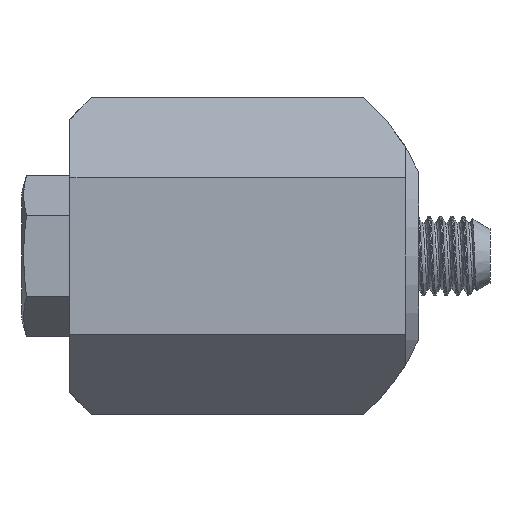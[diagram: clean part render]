
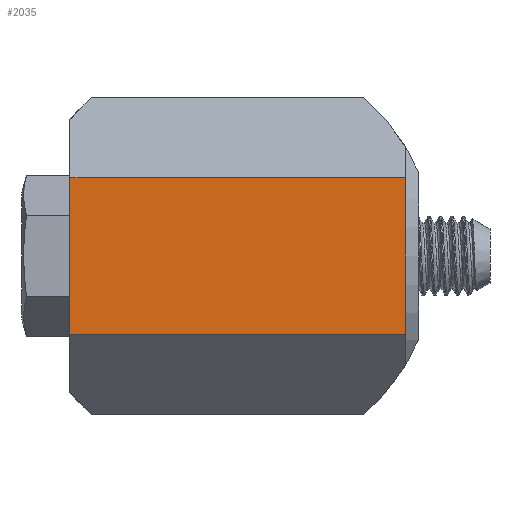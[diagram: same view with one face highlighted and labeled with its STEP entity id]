
A CAD part, left-side view. The second image highlights one B-rep face of the part: STEP entity #2035.
In plain terms, the highlighted planar face has unit normal (-1, 0, 0).
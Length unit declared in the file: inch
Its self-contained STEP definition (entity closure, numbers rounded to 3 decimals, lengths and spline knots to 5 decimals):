
#330=FACE_OUTER_BOUND('',#479,.T.);
#479=EDGE_LOOP('',(#1602,#1603,#1604,#1605));
#537=LINE('',#2715,#665);
#636=LINE('',#7730,#764);
#637=LINE('',#7731,#765);
#638=LINE('',#7732,#766);
#665=VECTOR('',#2292,0.3937);
#764=VECTOR('',#2553,0.3937);
#765=VECTOR('',#2554,0.3937);
#766=VECTOR('',#2555,0.3937);
#806=VERTEX_POINT('',#2712);
#807=VERTEX_POINT('',#2714);
#930=VERTEX_POINT('',#7728);
#931=VERTEX_POINT('',#7729);
#988=EDGE_CURVE('',#806,#807,#537,.T.);
#1166=EDGE_CURVE('',#930,#931,#636,.T.);
#1167=EDGE_CURVE('',#807,#931,#637,.T.);
#1168=EDGE_CURVE('',#930,#806,#638,.T.);
#1602=ORIENTED_EDGE('',*,*,#1166,.T.);
#1603=ORIENTED_EDGE('',*,*,#1167,.F.);
#1604=ORIENTED_EDGE('',*,*,#988,.F.);
#1605=ORIENTED_EDGE('',*,*,#1168,.F.);
#1813=PLANE('',#2222);
#2035=ADVANCED_FACE('',(#330),#1813,.T.);
#2222=AXIS2_PLACEMENT_3D('',#7727,#2551,#2552);
#2292=DIRECTION('',(0.,0.,1.));
#2551=DIRECTION('center_axis',(-1.,0.,0.));
#2552=DIRECTION('ref_axis',(0.,0.,1.));
#2553=DIRECTION('',(0.,0.,1.));
#2554=DIRECTION('',(0.,-1.,0.));
#2555=DIRECTION('',(0.,1.,0.));
#2712=CARTESIAN_POINT('',(-0.971,1.09,-0.245));
#2714=CARTESIAN_POINT('',(-0.971,1.09,0.245));
#2715=CARTESIAN_POINT('',(-0.971,1.09,0.495));
#7727=CARTESIAN_POINT('Origin',(-0.971,0.,-0.495));
#7728=CARTESIAN_POINT('',(-0.971,0.04,-0.245));
#7729=CARTESIAN_POINT('',(-0.971,0.04,0.245));
#7730=CARTESIAN_POINT('',(-0.971,0.04,-0.2475));
#7731=CARTESIAN_POINT('',(-0.971,0.,0.245));
#7732=CARTESIAN_POINT('',(-0.971,0.,-0.245));
